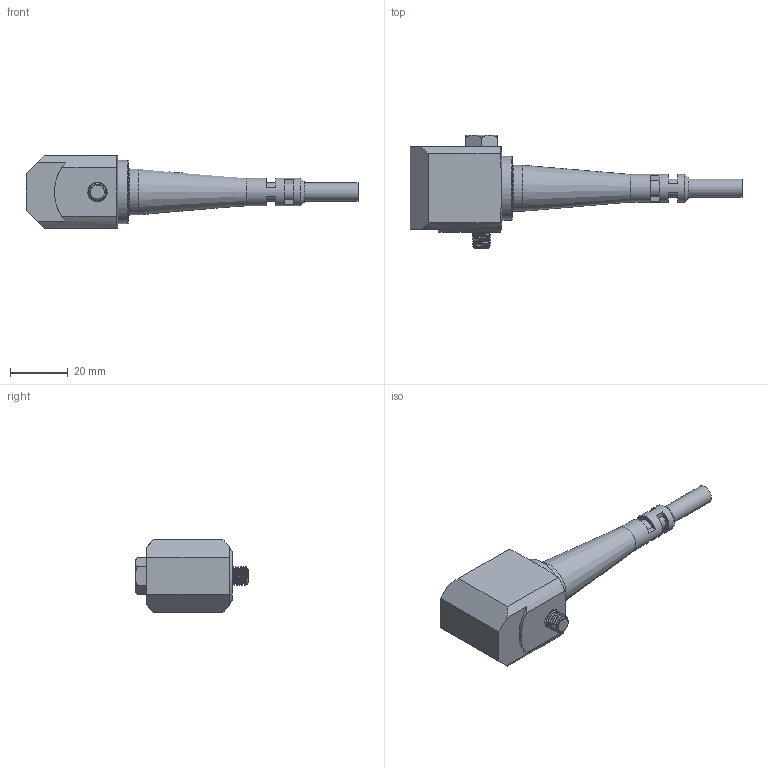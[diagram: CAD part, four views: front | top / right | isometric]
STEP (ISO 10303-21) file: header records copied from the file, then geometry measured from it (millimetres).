
FILE_DESCRIPTION(/* description */ (''),/* implementation_level */ '2;1');
FILE_NAME(/* name */ 'MASTER_TA_TALL_SIDE-EXIT_INTEGRAL_BLACK.stp',/* time_stamp */ '2017-04-25T17:17:19-04:00',/* author */ ('aneininger'),/* organization */ (''),/* preprocessor_version */ 'ST-DEVELOPER v16.5',/* originating_system */ 'Autodesk Inventor 2017',/* authorisation */ '');
FILE_SCHEMA (('AUTOMOTIVE_DESIGN { 1 0 10303 214 3 1 1 }'));
Length unit declared in the file: inch
Products named in the file (3): MASTER_TA_TALL_SIDE-EXIT_INTEGRAL_BLACK_STEP; MASTER_TA_TALL_SIDE-EXIT_INTEGRAL_BLACK; ACP32146
Assembly tree (2 placements, depth 2):
  MASTER_TA_TALL_SIDE-EXIT_INTEGRAL_BLACK_STEP
    MASTER_TA_TALL_SIDE-EXIT_INTEGRAL_BLACK
    ACP32146
Bounding box: 114.63 x 39.07 x 25.15 mm (x, y, z)
Volume: 30480.6 mm3; surface area: 8969.4 mm2
Topology: 2 solids, 2 shells, 73 faces, 175 edges, 115 vertices
Faces by surface type: plane 39, cylinder 17, cone 7, bspline 6, torus 4
Full cylindrical faces by diameter (mm): 4.953 x1, 4.978 x1, 6.35 x1, 6.756 x1, 9.525 x1, 15.875 x1, 22.047 x1
Entity records: 9200 total; most frequent: CARTESIAN_POINT 7519, DIRECTION 308, ORIENTED_EDGE 292, EDGE_CURVE 146, AXIS2_PLACEMENT_3D 122, VERTEX_POINT 105, EDGE_LOOP 101, FACE_OUTER_BOUND 72
